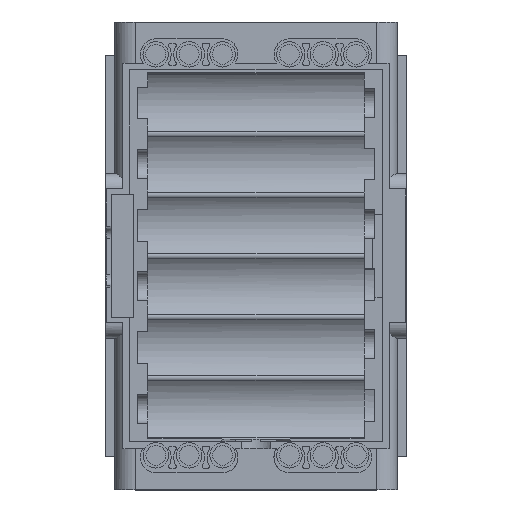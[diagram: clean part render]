
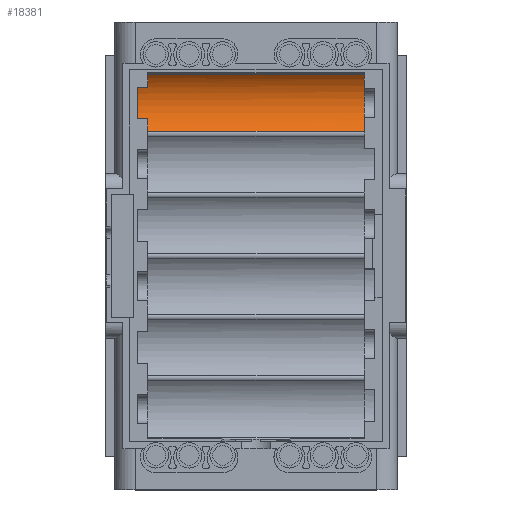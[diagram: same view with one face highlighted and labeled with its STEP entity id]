
A CAD part, top view. The second image highlights one B-rep face of the part: STEP entity #18381.
In plain terms, the highlighted cylindrical face has radius 10.3 mm (diameter 20.6 mm), a partial arc.
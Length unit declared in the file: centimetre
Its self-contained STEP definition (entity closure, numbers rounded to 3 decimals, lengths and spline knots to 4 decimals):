
#100=CIRCLE('',#19446,1.03);
#101=CIRCLE('',#19447,1.03);
#102=CIRCLE('',#19448,1.03);
#103=CIRCLE('',#19449,1.03);
#706=CYLINDRICAL_SURFACE('',#19445,1.03);
#1274=FACE_OUTER_BOUND('',#2301,.T.);
#2301=EDGE_LOOP('',(#12097,#12098,#12099,#12100,#12101,#12102,#12103,#12104));
#3505=LINE('',#26422,#5455);
#3641=LINE('',#26780,#5591);
#3642=LINE('',#26786,#5592);
#3643=LINE('',#26791,#5593);
#5455=VECTOR('',#21111,5.22);
#5591=VECTOR('',#21451,5.22);
#5592=VECTOR('',#21456,0.259);
#5593=VECTOR('',#21463,0.259);
#7391=VERTEX_POINT('',#26416);
#7393=VERTEX_POINT('',#26420);
#7510=VERTEX_POINT('',#26773);
#7513=VERTEX_POINT('',#26778);
#7514=VERTEX_POINT('',#26782);
#7515=VERTEX_POINT('',#26783);
#7516=VERTEX_POINT('',#26785);
#7517=VERTEX_POINT('',#26789);
#9181=EDGE_CURVE('',#7391,#7393,#3505,.T.);
#9352=EDGE_CURVE('',#7510,#7513,#3641,.T.);
#9353=EDGE_CURVE('',#7514,#7515,#100,.T.);
#9354=EDGE_CURVE('',#7514,#7516,#3642,.T.);
#9355=EDGE_CURVE('',#7516,#7391,#101,.F.);
#9356=EDGE_CURVE('',#7393,#7510,#102,.F.);
#9357=EDGE_CURVE('',#7513,#7517,#103,.F.);
#9358=EDGE_CURVE('',#7517,#7515,#3643,.T.);
#12097=ORIENTED_EDGE('',*,*,#9353,.F.);
#12098=ORIENTED_EDGE('',*,*,#9354,.T.);
#12099=ORIENTED_EDGE('',*,*,#9355,.T.);
#12100=ORIENTED_EDGE('',*,*,#9181,.T.);
#12101=ORIENTED_EDGE('',*,*,#9356,.T.);
#12102=ORIENTED_EDGE('',*,*,#9352,.T.);
#12103=ORIENTED_EDGE('',*,*,#9357,.T.);
#12104=ORIENTED_EDGE('',*,*,#9358,.T.);
#18381=ADVANCED_FACE('',(#1274),#706,.F.);
#19445=AXIS2_PLACEMENT_3D('',#26781,#21452,#21453);
#19446=AXIS2_PLACEMENT_3D('',#26784,#21454,#21455);
#19447=AXIS2_PLACEMENT_3D('',#26787,#21457,#21458);
#19448=AXIS2_PLACEMENT_3D('',#26788,#21459,#21460);
#19449=AXIS2_PLACEMENT_3D('',#26790,#21461,#21462);
#21111=DIRECTION('',(1.,0.,0.));
#21451=DIRECTION('',(-1.,0.,0.));
#21452=DIRECTION('center_axis',(-1.,0.,0.));
#21453=DIRECTION('ref_axis',(0.,0.,1.));
#21454=DIRECTION('center_axis',(1.,0.,0.));
#21455=DIRECTION('ref_axis',(0.,0.369,-0.929));
#21456=DIRECTION('',(1.,0.,0.));
#21457=DIRECTION('center_axis',(1.,0.,0.));
#21458=DIRECTION('ref_axis',(0.,-0.369,-0.929));
#21459=DIRECTION('center_axis',(-1.,0.,0.));
#21460=DIRECTION('ref_axis',(0.,-0.661,-0.75));
#21461=DIRECTION('center_axis',(1.,0.,0.));
#21462=DIRECTION('ref_axis',(0.,0.682,-0.731));
#21463=DIRECTION('',(-1.,0.,0.));
#26416=CARTESIAN_POINT('',(-2.61,8.6511,1.4109));
#26420=CARTESIAN_POINT('',(2.61,8.6511,1.4109));
#26422=CARTESIAN_POINT('',(-2.61,8.6511,1.4109));
#26773=CARTESIAN_POINT('',(2.61,10.0347,1.4303));
#26778=CARTESIAN_POINT('',(-2.61,10.0347,1.4303));
#26780=CARTESIAN_POINT('',(2.61,10.0347,1.4303));
#26781=CARTESIAN_POINT('Origin',(2.61,9.3322,2.1835));
#26782=CARTESIAN_POINT('',(-2.869,8.9522,1.2262));
#26783=CARTESIAN_POINT('',(-2.869,9.7122,1.2262));
#26784=CARTESIAN_POINT('Origin',(-2.869,9.3322,2.1835));
#26785=CARTESIAN_POINT('',(-2.61,8.9522,1.2262));
#26786=CARTESIAN_POINT('',(-2.869,8.9522,1.2262));
#26787=CARTESIAN_POINT('Origin',(-2.61,9.3322,2.1835));
#26788=CARTESIAN_POINT('Origin',(2.61,9.3322,2.1835));
#26789=CARTESIAN_POINT('',(-2.61,9.7122,1.2262));
#26790=CARTESIAN_POINT('Origin',(-2.61,9.3322,2.1835));
#26791=CARTESIAN_POINT('',(-2.61,9.7122,1.2262));
